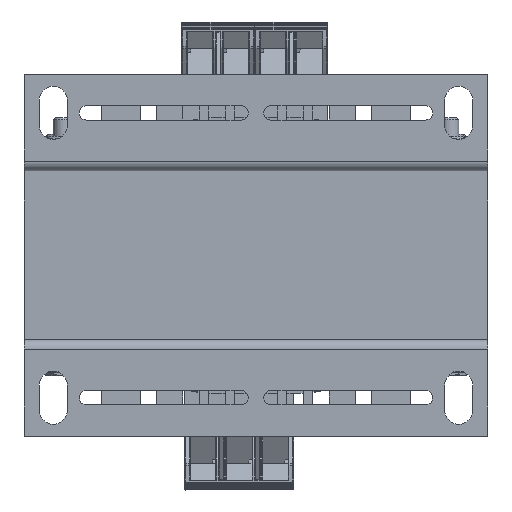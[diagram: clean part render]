
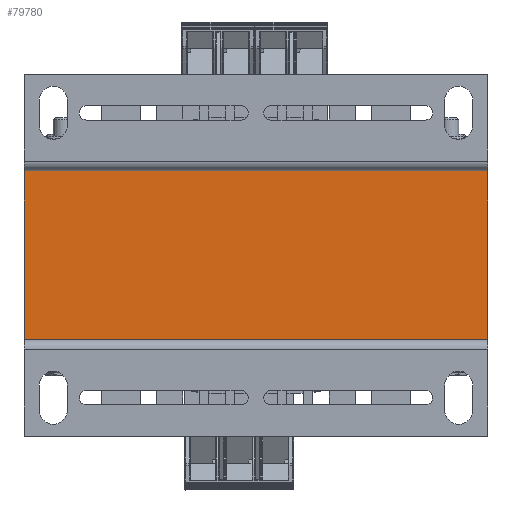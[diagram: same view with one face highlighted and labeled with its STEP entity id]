
A CAD part, top view. The second image highlights one B-rep face of the part: STEP entity #79780.
In plain terms, the highlighted planar face has unit normal (0, 0, 1).
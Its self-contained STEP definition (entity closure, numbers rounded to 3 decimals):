
#4917=PLANE('',#84169);
#8170=FACE_OUTER_BOUND('',#12242,.T.);
#12242=EDGE_LOOP('',(#56373,#56374,#56375,#56376));
#16511=LINE('',#110286,#26367);
#16512=LINE('',#110288,#26368);
#16513=LINE('',#110290,#26369);
#16514=LINE('',#110291,#26370);
#26367=VECTOR('',#89623,1.);
#26368=VECTOR('',#89624,1.);
#26369=VECTOR('',#89625,1.);
#26370=VECTOR('',#89626,1.);
#37484=VERTEX_POINT('',#110284);
#37485=VERTEX_POINT('',#110285);
#37486=VERTEX_POINT('',#110287);
#37487=VERTEX_POINT('',#110289);
#44934=EDGE_CURVE('',#37484,#37485,#16511,.T.);
#44935=EDGE_CURVE('',#37486,#37485,#16512,.T.);
#44936=EDGE_CURVE('',#37486,#37487,#16513,.T.);
#44937=EDGE_CURVE('',#37487,#37484,#16514,.T.);
#56373=ORIENTED_EDGE('',*,*,#44934,.T.);
#56374=ORIENTED_EDGE('',*,*,#44935,.F.);
#56375=ORIENTED_EDGE('',*,*,#44936,.T.);
#56376=ORIENTED_EDGE('',*,*,#44937,.T.);
#79780=ADVANCED_FACE('',(#8170),#4917,.T.);
#84169=AXIS2_PLACEMENT_3D('',#110283,#89621,#89622);
#89621=DIRECTION('center_axis',(0.,0.,1.));
#89622=DIRECTION('ref_axis',(0.,-1.,0.));
#89623=DIRECTION('',(1.,0.,0.));
#89624=DIRECTION('',(0.,-1.,0.));
#89625=DIRECTION('',(-1.,0.,0.));
#89626=DIRECTION('',(0.,-1.,0.));
#110283=CARTESIAN_POINT('Origin',(640.211,1511.157,57.5));
#110284=CARTESIAN_POINT('',(640.211,1476.157,57.5));
#110285=CARTESIAN_POINT('',(736.211,1476.157,57.5));
#110286=CARTESIAN_POINT('',(736.211,1476.157,57.5));
#110287=CARTESIAN_POINT('',(736.211,1511.157,57.5));
#110288=CARTESIAN_POINT('',(736.211,1511.157,57.5));
#110289=CARTESIAN_POINT('',(640.211,1511.157,57.5));
#110290=CARTESIAN_POINT('',(736.211,1511.157,57.5));
#110291=CARTESIAN_POINT('',(640.211,1511.157,57.5));
